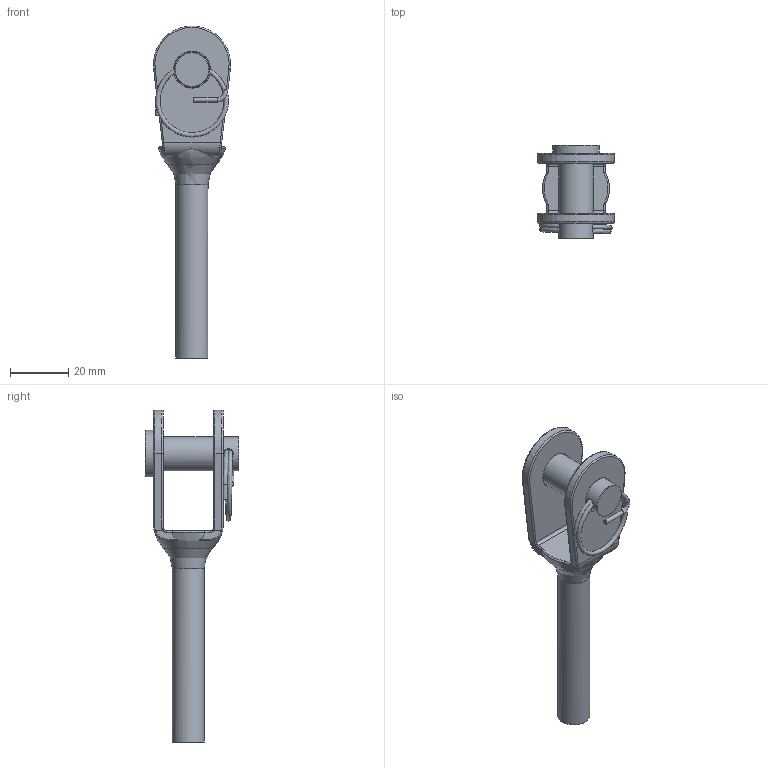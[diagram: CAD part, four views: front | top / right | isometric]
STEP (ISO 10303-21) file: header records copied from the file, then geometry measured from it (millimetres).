
FILE_DESCRIPTION (( 'STEP AP203' ), '1' );
FILE_NAME ('101200808.step', '2023-09-22T07:23:14', ( '' ), ( '' ), 'SwSTEP 2.0', 'SolidWorks 2018', '' );
FILE_SCHEMA (( 'CONFIG_CONTROL_DESIGN' ));
Length unit declared in the file: millimetre
Products named in the file (4): 101200X0X Teil3_101200808 Teil3; 101200X0X Teil2_101200808 Teil2; 101200808; 101200X0X Teil1_101200808 Teil1
Assembly tree (3 placements, depth 2):
  101200808
    101200X0X Teil1_101200808 Teil1
    101200X0X Teil2_101200808 Teil2
    101200X0X Teil3_101200808 Teil3
Bounding box: 26.47 x 32 x 114 mm (x, y, z)
Volume: 15063.6 mm3; surface area: 11279.1 mm2
Topology: 3 solids, 3 shells, 322 faces, 850 edges, 546 vertices
Faces by surface type: bspline 140, plane 96, cylinder 65, torus 20, cone 1
Full cylindrical faces by diameter (mm): 1.5 x2, 3 x1, 8.3 x1, 11 x1, 11.8 x1, 12.5 x2, 16 x1
Entity records: 18352 total; most frequent: CARTESIAN_POINT 11382, ORIENTED_EDGE 1552, DIRECTION 958, EDGE_CURVE 776, VERTEX_POINT 520, EDGE_LOOP 378, FACE_OUTER_BOUND 339, AXIS2_PLACEMENT_3D 324
